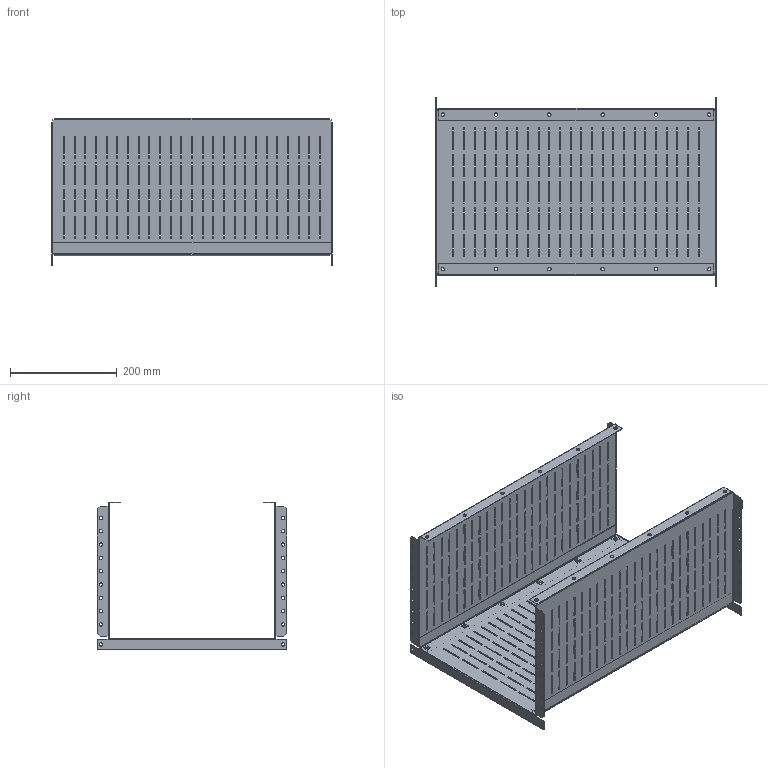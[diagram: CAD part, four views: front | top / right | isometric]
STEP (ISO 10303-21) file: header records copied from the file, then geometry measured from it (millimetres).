
FILE_DESCRIPTION (( 'STEP AP214' ), '1' );
FILE_NAME ('ÌÈ-2544.00.00.000 Ïåðåãîðîäêè äëÿ ñáîðêè ãîðèç. øèí Ø600 Ã400 FORT PROxima.STEP', '2023-03-23T13:41:26', ( '' ), ( '' ), 'SwSTEP 2.0', 'SolidWorks 2021', '' );
FILE_SCHEMA (( 'AUTOMOTIVE_DESIGN' ));
Length unit declared in the file: millimetre
Products named in the file (3): ÌÈ-2544.01.00.001 Ïåðåãîðîäêà; ÌÈ-2542.01.00.002 Ýêðàí; ÌÈ-2544.00.00.000 Ïåðåãîðîäêè äëÿ ñáîðêè ãîðèç. øèí Ø600 Ã400 FORT PROxima
Assembly tree (3 placements, depth 2):
  ÌÈ-2544.00.00.000 Ïåðåãîðîäêè äëÿ ñáîðêè ãîðèç. øèí Ø600 Ã400 FORT PROxima
    ÌÈ-2544.01.00.001 Ïåðåãîðîäêà
    ÌÈ-2542.01.00.002 Ýêðàí  x2
Bounding box: 526 x 355 x 276 mm (x, y, z)
Volume: 504001.9 mm3; surface area: 1042757 mm2
Topology: 3 solids, 3 shells, 1598 faces, 4680 edges, 3088 vertices
Faces by surface type: plane 1446, cylinder 152
Entity records: 36590 total; most frequent: CARTESIAN_POINT 6386, ORIENTED_EDGE 6376, DIRECTION 5544, EDGE_CURVE 3188, VECTOR 3020, LINE 3020, VERTEX_POINT 2104, EDGE_LOOP 1620
